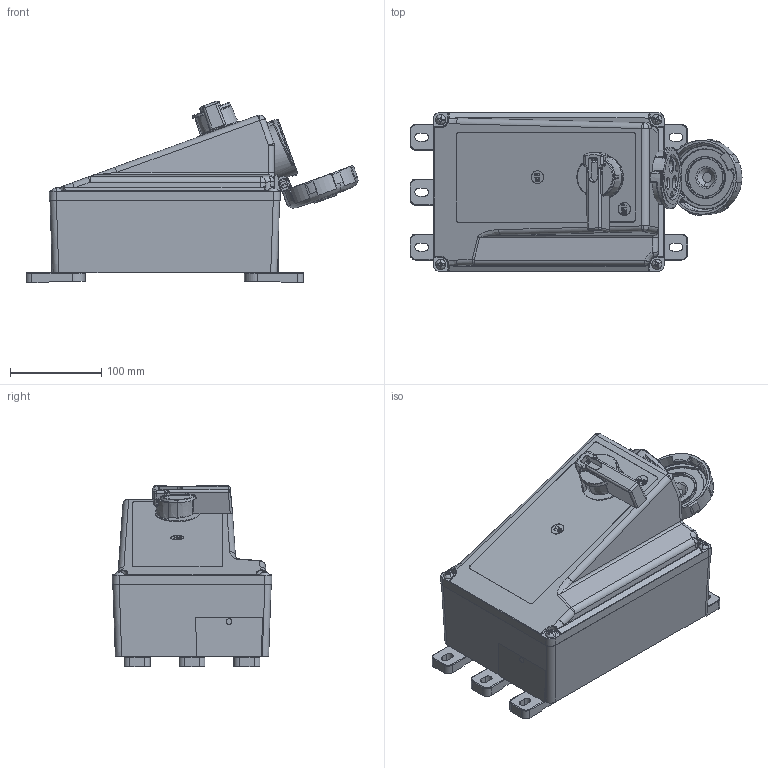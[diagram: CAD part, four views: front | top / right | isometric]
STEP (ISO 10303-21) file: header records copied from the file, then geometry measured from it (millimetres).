
FILE_DESCRIPTION (( 'STEP AP203' ), '1' );
FILE_NAME ('BRY330MI7W.step', '2023-02-15T14:53:29', ( '' ), ( '' ), 'SwSTEP 2.0', 'SolidWorks 2021', '' );
FILE_SCHEMA (( 'CONFIG_CONTROL_DESIGN' ));
Length unit declared in the file: inch
Products named in the file (1): BRY330MI7W
Bounding box: 364.59 x 175.04 x 199.6 mm (x, y, z)
Volume: 5521932.6 mm3; surface area: 303422.2 mm2
Topology: 10 solids, 15 shells, 2055 faces, 5529 edges, 3463 vertices
Faces by surface type: plane 731, cylinder 673, bspline 538, cone 99, torus 14
Entity records: 84675 total; most frequent: CARTESIAN_POINT 37831, ORIENTED_EDGE 10874, DIRECTION 8405, EDGE_CURVE 5437, VERTEX_POINT 3463, AXIS2_PLACEMENT_3D 3014, VECTOR 2377, LINE 2377
